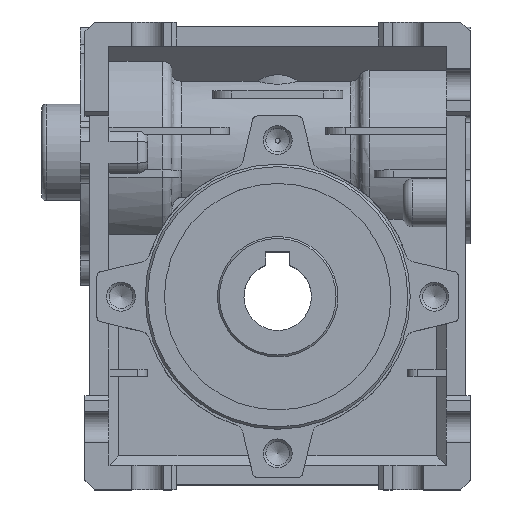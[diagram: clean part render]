
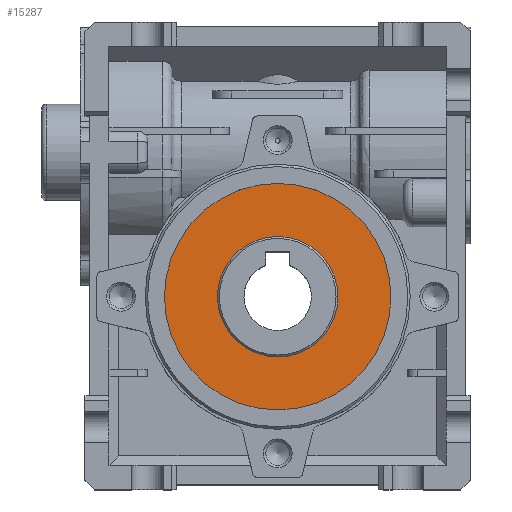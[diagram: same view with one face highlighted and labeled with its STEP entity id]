
A CAD part, top view. The second image highlights one B-rep face of the part: STEP entity #15287.
In plain terms, the highlighted planar face has unit normal (0, 0, 1).
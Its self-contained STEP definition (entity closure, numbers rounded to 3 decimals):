
#104=FACE_BOUND('',#2246,.T.);
#728=PLANE('',#16588);
#1445=FACE_OUTER_BOUND('',#2245,.T.);
#2245=EDGE_LOOP('',(#13194));
#2246=EDGE_LOOP('',(#13195));
#5706=CIRCLE('',#16535,12.5);
#5722=CIRCLE('',#16587,23.5);
#7074=VERTEX_POINT('',#26006);
#7097=VERTEX_POINT('',#26116);
#9118=EDGE_CURVE('',#7074,#7074,#5706,.T.);
#9170=EDGE_CURVE('',#7097,#7097,#5722,.T.);
#13194=ORIENTED_EDGE('',*,*,#9170,.F.);
#13195=ORIENTED_EDGE('',*,*,#9118,.F.);
#15287=ADVANCED_FACE('',(#1445,#104),#728,.T.);
#16535=AXIS2_PLACEMENT_3D('',#26007,#20320,#20321);
#16587=AXIS2_PLACEMENT_3D('',#26118,#20460,#20461);
#16588=AXIS2_PLACEMENT_3D('',#26119,#20462,#20463);
#20320=DIRECTION('center_axis',(0.,0.,
1.));
#20321=DIRECTION('ref_axis',(-1.,0.,0.));
#20460=DIRECTION('center_axis',(0.,0.,-1.));
#20461=DIRECTION('ref_axis',(-1.,0.,0.));
#20462=DIRECTION('center_axis',(0.,0.,
1.));
#20463=DIRECTION('ref_axis',(1.,0.,0.));
#26006=CARTESIAN_POINT('',(12.5,40.,30.5));
#26007=CARTESIAN_POINT('Origin',(0.,40.,30.5));
#26116=CARTESIAN_POINT('',(23.5,40.,30.5));
#26118=CARTESIAN_POINT('Origin',(0.,40.,30.5));
#26119=CARTESIAN_POINT('Origin',(0.,40.,30.5));
